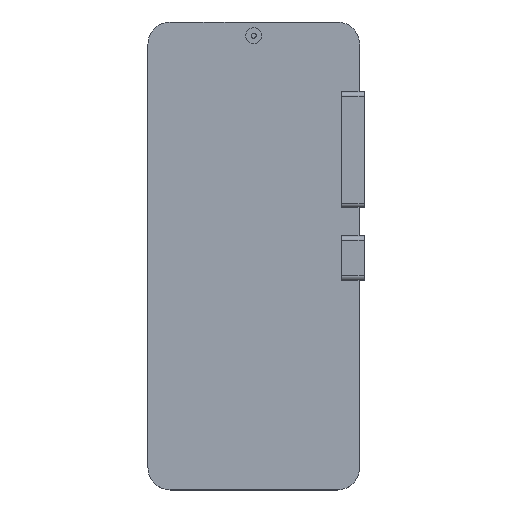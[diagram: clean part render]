
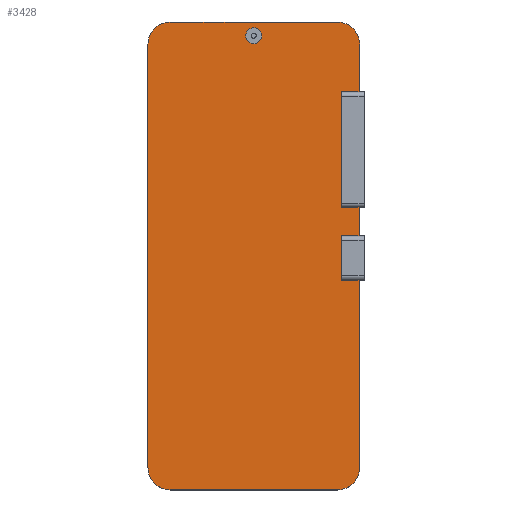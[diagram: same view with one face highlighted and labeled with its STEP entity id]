
A CAD part, top view. The second image highlights one B-rep face of the part: STEP entity #3428.
In plain terms, the highlighted planar face has unit normal (0, 0, 1).
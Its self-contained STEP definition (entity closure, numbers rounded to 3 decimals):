
#19 = VERTEX_POINT ( 'NONE', #4086 ) ;
#48 = EDGE_CURVE ( 'NONE', #3156, #3481, #2764, .T. ) ;
#82 = VERTEX_POINT ( 'NONE', #1593 ) ;
#86 = DIRECTION ( 'NONE',  ( 1., 0., 0. ) ) ;
#121 = EDGE_CURVE ( 'NONE', #3422, #1826, #2776, .T. ) ;
#179 = CARTESIAN_POINT ( 'NONE',  ( -37.5, 105., 10. ) ) ;
#192 = CARTESIAN_POINT ( 'NONE',  ( -37.5, -95., 10. ) ) ;
#292 = CARTESIAN_POINT ( 'NONE',  ( 37.5, 95., 10. ) ) ;
#310 = EDGE_CURVE ( 'NONE', #19, #3481, #2114, .T. ) ;
#373 = CARTESIAN_POINT ( 'NONE',  ( -22.787, 105., 10. ) ) ;
#408 = DIRECTION ( 'NONE',  ( 0., 0., 1. ) ) ;
#422 = EDGE_CURVE ( 'NONE', #82, #4048, #2050, .T. ) ;
#432 = VECTOR ( 'NONE', #3044, 1000. ) ;
#495 = CIRCLE ( 'NONE', #1331, 3.551 ) ;
#517 = VERTEX_POINT ( 'NONE', #3820 ) ;
#534 = CARTESIAN_POINT ( 'NONE',  ( 47.5, 95., 10. ) ) ;
#542 = ORIENTED_EDGE ( 'NONE', *, *, #1761, .T. ) ;
#578 = EDGE_CURVE ( 'NONE', #1903, #517, #1193, .T. ) ;
#590 = DIRECTION ( 'NONE',  ( 1., 0., 0. ) ) ;
#617 = DIRECTION ( 'NONE',  ( 0., 0., -1. ) ) ;
#636 = DIRECTION ( 'NONE',  ( 1., 0., 0. ) ) ;
#677 = AXIS2_PLACEMENT_3D ( 'NONE', #192, #3519, #1539 ) ;
#753 = CIRCLE ( 'NONE', #3183, 10. ) ;
#754 = LINE ( 'NONE', #2083, #1945 ) ;
#785 = DIRECTION ( 'NONE',  ( 0., 1., 0. ) ) ;
#802 = VERTEX_POINT ( 'NONE', #3631 ) ;
#824 = VECTOR ( 'NONE', #2182, 1000. ) ;
#844 = EDGE_LOOP ( 'NONE', ( #2078, #1197 ) ) ;
#912 = VECTOR ( 'NONE', #2741, 1000. ) ;
#939 = CARTESIAN_POINT ( 'NONE',  ( 0., 98.826, 10. ) ) ;
#946 = CARTESIAN_POINT ( 'NONE',  ( 37.5, -95., 10. ) ) ;
#958 = VERTEX_POINT ( 'NONE', #4150 ) ;
#1011 = ORIENTED_EDGE ( 'NONE', *, *, #3456, .F. ) ;
#1069 = DIRECTION ( 'NONE',  ( 0., -1., 0. ) ) ;
#1106 = EDGE_CURVE ( 'NONE', #3581, #3245, #753, .T. ) ;
#1109 = LINE ( 'NONE', #4025, #912 ) ;
#1135 = CARTESIAN_POINT ( 'NONE',  ( 0., 98.826, 10. ) ) ;
#1155 = EDGE_CURVE ( 'NONE', #19, #3384, #1329, .T. ) ;
#1185 = VECTOR ( 'NONE', #1069, 1000. ) ;
#1193 = LINE ( 'NONE', #3796, #1300 ) ;
#1194 = EDGE_CURVE ( 'NONE', #3156, #82, #1109, .T. ) ;
#1197 = ORIENTED_EDGE ( 'NONE', *, *, #121, .F. ) ;
#1255 = DIRECTION ( 'NONE',  ( 1., 0., 0. ) ) ;
#1300 = VECTOR ( 'NONE', #2448, 1000. ) ;
#1329 = CIRCLE ( 'NONE', #3753, 10. ) ;
#1331 = AXIS2_PLACEMENT_3D ( 'NONE', #1135, #2811, #2877 ) ;
#1539 = DIRECTION ( 'NONE',  ( -1., 0., 0. ) ) ;
#1572 = LINE ( 'NONE', #179, #824 ) ;
#1593 = CARTESIAN_POINT ( 'NONE',  ( -19.213, 104.9, 10. ) ) ;
#1628 = EDGE_LOOP ( 'NONE', ( #2060, #2653, #3468, #1755, #2154, #2994, #542, #4128, #1896, #3757, #1011, #3985 ) ) ;
#1636 = DIRECTION ( 'NONE',  ( 0., 0., 1. ) ) ;
#1727 = LINE ( 'NONE', #2725, #1185 ) ;
#1755 = ORIENTED_EDGE ( 'NONE', *, *, #48, .T. ) ;
#1761 = EDGE_CURVE ( 'NONE', #3384, #802, #1727, .T. ) ;
#1787 = CIRCLE ( 'NONE', #677, 10. ) ;
#1806 = EDGE_CURVE ( 'NONE', #1826, #3422, #495, .T. ) ;
#1826 = VERTEX_POINT ( 'NONE', #4130 ) ;
#1876 = CARTESIAN_POINT ( 'NONE',  ( -37.5, -105., 10. ) ) ;
#1896 = ORIENTED_EDGE ( 'NONE', *, *, #578, .T. ) ;
#1903 = VERTEX_POINT ( 'NONE', #1876 ) ;
#1940 = CARTESIAN_POINT ( 'NONE',  ( -37.5, 95., 10. ) ) ;
#1945 = VECTOR ( 'NONE', #3411, 1000. ) ;
#2050 = LINE ( 'NONE', #2386, #432 ) ;
#2060 = ORIENTED_EDGE ( 'NONE', *, *, #2996, .F. ) ;
#2078 = ORIENTED_EDGE ( 'NONE', *, *, #1806, .F. ) ;
#2083 = CARTESIAN_POINT ( 'NONE',  ( 47.5, 95., 10. ) ) ;
#2114 = LINE ( 'NONE', #4290, #2378 ) ;
#2139 = AXIS2_PLACEMENT_3D ( 'NONE', #946, #617, #3296 ) ;
#2154 = ORIENTED_EDGE ( 'NONE', *, *, #310, .F. ) ;
#2182 = DIRECTION ( 'NONE',  ( 1., 0., 0. ) ) ;
#2258 = CARTESIAN_POINT ( 'NONE',  ( -47.5, 95., 10. ) ) ;
#2305 = EDGE_CURVE ( 'NONE', #1903, #802, #1787, .T. ) ;
#2378 = VECTOR ( 'NONE', #1255, 1000. ) ;
#2386 = CARTESIAN_POINT ( 'NONE',  ( -19.213, 104.9, 10. ) ) ;
#2400 = PLANE ( 'NONE',  #4159 ) ;
#2448 = DIRECTION ( 'NONE',  ( 1., 0., 0. ) ) ;
#2653 = ORIENTED_EDGE ( 'NONE', *, *, #422, .F. ) ;
#2699 = EDGE_CURVE ( 'NONE', #958, #517, #3464, .T. ) ;
#2725 = CARTESIAN_POINT ( 'NONE',  ( -47.5, 95., 10. ) ) ;
#2741 = DIRECTION ( 'NONE',  ( 1., 0., 0. ) ) ;
#2764 = LINE ( 'NONE', #3093, #4233 ) ;
#2776 = CIRCLE ( 'NONE', #2986, 3.551 ) ;
#2811 = DIRECTION ( 'NONE',  ( 0., 0., 1. ) ) ;
#2877 = DIRECTION ( 'NONE',  ( 1., 0., 0. ) ) ;
#2986 = AXIS2_PLACEMENT_3D ( 'NONE', #939, #1636, #636 ) ;
#2994 = ORIENTED_EDGE ( 'NONE', *, *, #1155, .T. ) ;
#2996 = EDGE_CURVE ( 'NONE', #4048, #3245, #1572, .T. ) ;
#3044 = DIRECTION ( 'NONE',  ( 0., 1., 0. ) ) ;
#3093 = CARTESIAN_POINT ( 'NONE',  ( -22.787, 104.9, 10. ) ) ;
#3156 = VERTEX_POINT ( 'NONE', #3984 ) ;
#3183 = AXIS2_PLACEMENT_3D ( 'NONE', #292, #4246, #3915 ) ;
#3245 = VERTEX_POINT ( 'NONE', #4002 ) ;
#3296 = DIRECTION ( 'NONE',  ( -1., 0., 0. ) ) ;
#3350 = CARTESIAN_POINT ( 'NONE',  ( 37.5, 95., 10. ) ) ;
#3384 = VERTEX_POINT ( 'NONE', #2258 ) ;
#3387 = FACE_BOUND ( 'NONE', #844, .T. ) ;
#3411 = DIRECTION ( 'NONE',  ( 0., -1., 0. ) ) ;
#3422 = VERTEX_POINT ( 'NONE', #3995 ) ;
#3428 = ADVANCED_FACE ( 'NONE', ( #3387, #3732 ), #2400, .T. ) ;
#3456 = EDGE_CURVE ( 'NONE', #3581, #958, #754, .T. ) ;
#3464 = CIRCLE ( 'NONE', #2139, 10. ) ;
#3468 = ORIENTED_EDGE ( 'NONE', *, *, #1194, .F. ) ;
#3481 = VERTEX_POINT ( 'NONE', #373 ) ;
#3519 = DIRECTION ( 'NONE',  ( 0., 0., -1. ) ) ;
#3578 = DIRECTION ( 'NONE',  ( 0., 0., 1. ) ) ;
#3581 = VERTEX_POINT ( 'NONE', #534 ) ;
#3631 = CARTESIAN_POINT ( 'NONE',  ( -47.5, -95., 10. ) ) ;
#3732 = FACE_OUTER_BOUND ( 'NONE', #1628, .T. ) ;
#3753 = AXIS2_PLACEMENT_3D ( 'NONE', #1940, #3578, #590 ) ;
#3757 = ORIENTED_EDGE ( 'NONE', *, *, #2699, .F. ) ;
#3796 = CARTESIAN_POINT ( 'NONE',  ( -37.5, -105., 10. ) ) ;
#3820 = CARTESIAN_POINT ( 'NONE',  ( 37.5, -105., 10. ) ) ;
#3915 = DIRECTION ( 'NONE',  ( 1., 0., 0. ) ) ;
#3984 = CARTESIAN_POINT ( 'NONE',  ( -22.787, 104.9, 10. ) ) ;
#3985 = ORIENTED_EDGE ( 'NONE', *, *, #1106, .T. ) ;
#3995 = CARTESIAN_POINT ( 'NONE',  ( -3.551, 98.826, 10. ) ) ;
#4002 = CARTESIAN_POINT ( 'NONE',  ( 37.5, 105., 10. ) ) ;
#4025 = CARTESIAN_POINT ( 'NONE',  ( -22.787, 104.9, 10. ) ) ;
#4048 = VERTEX_POINT ( 'NONE', #4269 ) ;
#4086 = CARTESIAN_POINT ( 'NONE',  ( -37.5, 105., 10. ) ) ;
#4128 = ORIENTED_EDGE ( 'NONE', *, *, #2305, .F. ) ;
#4130 = CARTESIAN_POINT ( 'NONE',  ( 3.551, 98.826, 10. ) ) ;
#4150 = CARTESIAN_POINT ( 'NONE',  ( 47.5, -95., 10. ) ) ;
#4159 = AXIS2_PLACEMENT_3D ( 'NONE', #3350, #408, #86 ) ;
#4233 = VECTOR ( 'NONE', #785, 1000. ) ;
#4246 = DIRECTION ( 'NONE',  ( 0., 0., 1. ) ) ;
#4269 = CARTESIAN_POINT ( 'NONE',  ( -19.213, 105., 10. ) ) ;
#4290 = CARTESIAN_POINT ( 'NONE',  ( -37.5, 105., 10. ) ) ;
